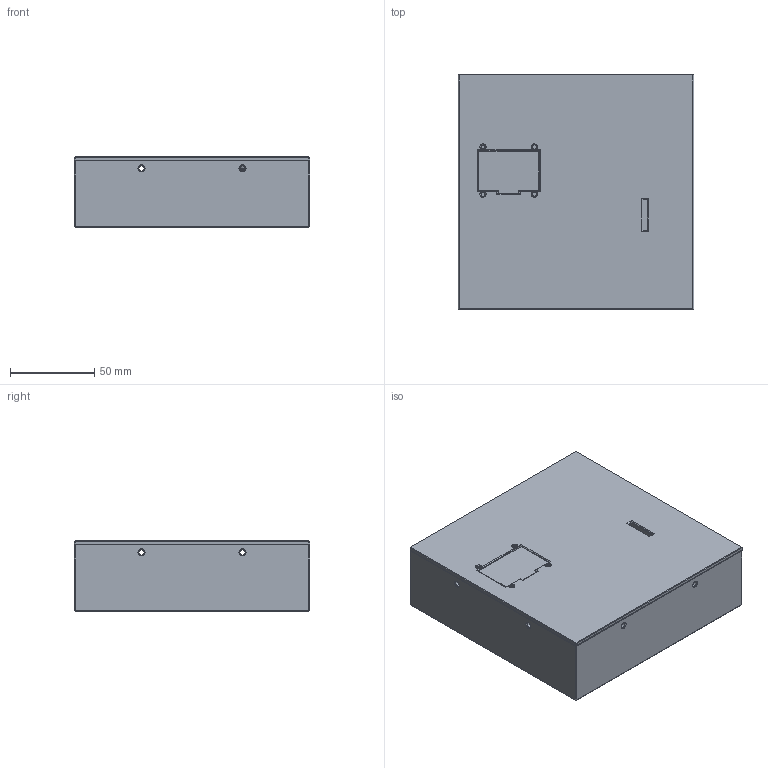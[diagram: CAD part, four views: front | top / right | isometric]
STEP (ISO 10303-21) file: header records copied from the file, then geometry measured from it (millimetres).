
FILE_DESCRIPTION(/* description */ (''),/* implementation_level */ '2;1');
FILE_NAME(/* name */ 'Maxbotix test box v5.step',/* time_stamp */ '2023-02-27T16:36:35-05:00',/* author */ (''),/* organization */ (''),/* preprocessor_version */ 'ST-DEVELOPER v19.2',/* originating_system */ 'Autodesk Translation Framework v11.17.0.187',/* authorisation */ '');
FILE_SCHEMA (('AUTOMOTIVE_DESIGN { 1 0 10303 214 3 1 1 }'));
Length unit declared in the file: millimetre
Products named in the file (3): Maxbotix test box; OLED Display; Component1
Assembly tree (2 placements, depth 2):
  Maxbotix test box
    OLED Display
    Component1
Bounding box: 140 x 140 x 42 mm (x, y, z)
Volume: 162750.2 mm3; surface area: 132766.4 mm2
Topology: 3 solids, 3 shells, 256 faces, 599 edges, 350 vertices
Faces by surface type: plane 156, cone 49, cylinder 47, torus 4
Full cylindrical faces by diameter (mm): 1 x8, 2.5 x4, 2.7 x4, 3.2 x8, 3.75 x10, 8 x4
Entity records: 7361 total; most frequent: DIRECTION 1272, CARTESIAN_POINT 1232, ORIENTED_EDGE 1198, EDGE_CURVE 599, LINE 428, VECTOR 428, AXIS2_PLACEMENT_3D 422, VERTEX_POINT 350
